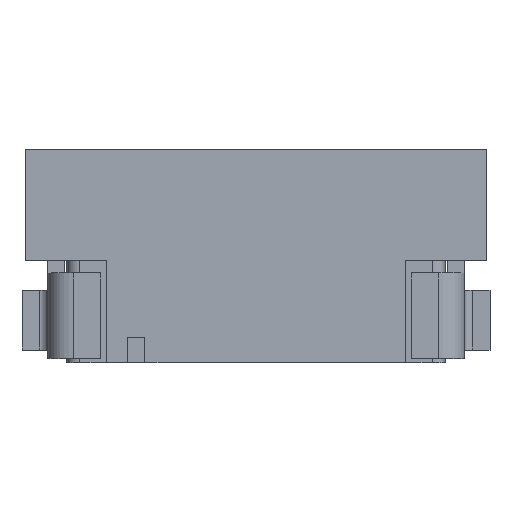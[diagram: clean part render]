
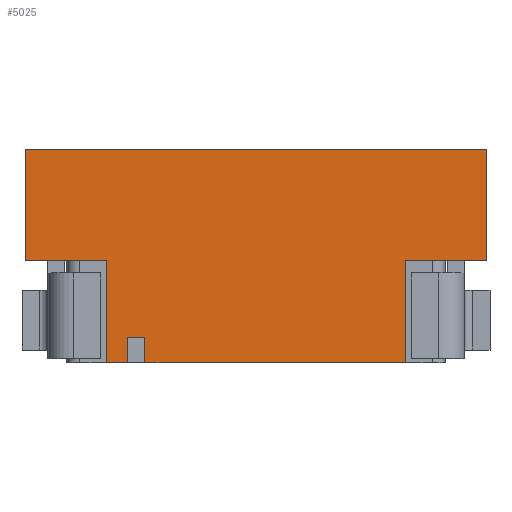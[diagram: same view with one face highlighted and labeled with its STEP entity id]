
A CAD part, top view. The second image highlights one B-rep face of the part: STEP entity #5025.
In plain terms, the highlighted planar face has unit normal (0, 0, 1).
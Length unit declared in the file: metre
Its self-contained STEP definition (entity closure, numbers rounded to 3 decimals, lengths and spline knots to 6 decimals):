
#1212=ORIENTED_EDGE('',*,*,#2017,.F.);
#1213=ORIENTED_EDGE('',*,*,#2012,.F.);
#1214=ORIENTED_EDGE('',*,*,#2015,.F.);
#1215=ORIENTED_EDGE('',*,*,#2117,.T.);
#1216=ORIENTED_EDGE('',*,*,#2019,.F.);
#1217=ORIENTED_EDGE('',*,*,#2118,.T.);
#1218=ORIENTED_EDGE('',*,*,#2119,.T.);
#1219=ORIENTED_EDGE('',*,*,#2120,.T.);
#1220=ORIENTED_EDGE('',*,*,#2121,.T.);
#1221=ORIENTED_EDGE('',*,*,#2122,.T.);
#1222=ORIENTED_EDGE('',*,*,#2035,.T.);
#1223=ORIENTED_EDGE('',*,*,#2123,.T.);
#2012=EDGE_CURVE('',#2544,#2545,#3114,.T.);
#2015=EDGE_CURVE('',#2546,#2544,#3117,.T.);
#2017=EDGE_CURVE('',#2545,#2547,#3119,.T.);
#2019=EDGE_CURVE('',#2548,#2549,#3121,.T.);
#2035=EDGE_CURVE('',#2563,#2562,#3133,.T.);
#2117=EDGE_CURVE('',#2546,#2549,#3215,.T.);
#2118=EDGE_CURVE('',#2548,#2612,#3216,.T.);
#2119=EDGE_CURVE('',#2612,#2613,#3217,.T.);
#2120=EDGE_CURVE('',#2613,#2614,#3218,.T.);
#2121=EDGE_CURVE('',#2614,#2615,#3219,.T.);
#2122=EDGE_CURVE('',#2615,#2563,#3220,.T.);
#2123=EDGE_CURVE('',#2562,#2547,#3221,.T.);
#2544=VERTEX_POINT('',#9082);
#2545=VERTEX_POINT('',#9083);
#2546=VERTEX_POINT('',#9088);
#2547=VERTEX_POINT('',#9092);
#2548=VERTEX_POINT('',#9096);
#2549=VERTEX_POINT('',#9097);
#2562=VERTEX_POINT('',#9129);
#2563=VERTEX_POINT('',#9131);
#2612=VERTEX_POINT('',#9288);
#2613=VERTEX_POINT('',#9290);
#2614=VERTEX_POINT('',#9292);
#2615=VERTEX_POINT('',#9294);
#3114=LINE('',#9081,#3752);
#3117=LINE('',#9087,#3755);
#3119=LINE('',#9091,#3757);
#3121=LINE('',#9095,#3759);
#3133=LINE('',#9130,#3771);
#3215=LINE('',#9286,#3853);
#3216=LINE('',#9287,#3854);
#3217=LINE('',#9289,#3855);
#3218=LINE('',#9291,#3856);
#3219=LINE('',#9293,#3857);
#3220=LINE('',#9295,#3858);
#3221=LINE('',#9296,#3859);
#3752=VECTOR('',#7710,1.);
#3755=VECTOR('',#7715,1.);
#3757=VECTOR('',#7719,1.);
#3759=VECTOR('',#7723,1.);
#3771=VECTOR('',#7751,1.);
#3853=VECTOR('',#7883,1.);
#3854=VECTOR('',#7884,1.);
#3855=VECTOR('',#7885,1.);
#3856=VECTOR('',#7886,1.);
#3857=VECTOR('',#7887,1.);
#3858=VECTOR('',#7888,1.);
#3859=VECTOR('',#7889,1.);
#4105=EDGE_LOOP('',(#1212,#1213,#1214,#1215,#1216,#1217,#1218,#1219,#1220,
#1221,#1222,#1223));
#4343=FACE_BOUND('',#4105,.T.);
#4558=PLANE('',#6736);
#5025=ADVANCED_FACE('',(#4343),#4558,.T.);
#6736=AXIS2_PLACEMENT_3D('',#9285,#7881,#7882);
#7710=DIRECTION('',(-1.,0.,0.));
#7715=DIRECTION('',(0.,1.,0.));
#7719=DIRECTION('',(0.,-1.,0.));
#7723=DIRECTION('',(0.,-1.,0.));
#7751=DIRECTION('',(0.,-1.,0.));
#7881=DIRECTION('',(0.,0.,1.));
#7882=DIRECTION('',(1.,0.,0.));
#7883=DIRECTION('',(1.,0.,0.));
#7884=DIRECTION('',(1.,0.,0.));
#7885=DIRECTION('',(0.,1.,0.));
#7886=DIRECTION('',(-1.,0.,0.));
#7887=DIRECTION('',(0.,-1.,0.));
#7888=DIRECTION('',(1.,0.,0.));
#7889=DIRECTION('',(1.,0.,0.));
#9081=CARTESIAN_POINT('',(-0.0013,0.0019,0.00155));
#9082=CARTESIAN_POINT('',(-0.0013,0.0019,0.00155));
#9083=CARTESIAN_POINT('',(-0.0015,0.0019,0.00155));
#9087=CARTESIAN_POINT('',(-0.0013,0.00203,0.00155));
#9088=CARTESIAN_POINT('',(-0.0013,0.0016,0.00155));
#9091=CARTESIAN_POINT('',(-0.0015,0.,0.00155));
#9092=CARTESIAN_POINT('',(-0.0015,0.0016,0.00155));
#9095=CARTESIAN_POINT('',(0.00175,0.00315,0.00155));
#9096=CARTESIAN_POINT('',(0.00175,0.0028,0.00155));
#9097=CARTESIAN_POINT('',(0.00175,0.0016,0.00155));
#9129=CARTESIAN_POINT('',(-0.00175,0.0016,0.00155));
#9130=CARTESIAN_POINT('',(-0.00175,0.,0.00155));
#9131=CARTESIAN_POINT('',(-0.00175,0.0028,0.00155));
#9285=CARTESIAN_POINT('',(0.,0.,0.00155));
#9286=CARTESIAN_POINT('',(-0.002215,0.0016,0.00155));
#9287=CARTESIAN_POINT('',(0.,0.0028,0.00155));
#9288=CARTESIAN_POINT('',(0.0027,0.0028,0.00155));
#9289=CARTESIAN_POINT('',(0.0027,0.0028,0.00155));
#9290=CARTESIAN_POINT('',(0.0027,0.0041,0.00155));
#9291=CARTESIAN_POINT('',(0.0027,0.0041,0.00155));
#9292=CARTESIAN_POINT('',(-0.0027,0.0041,0.00155));
#9293=CARTESIAN_POINT('',(-0.0027,0.0041,0.00155));
#9294=CARTESIAN_POINT('',(-0.0027,0.0028,0.00155));
#9295=CARTESIAN_POINT('',(-0.0027,0.0028,0.00155));
#9296=CARTESIAN_POINT('',(-0.002215,0.0016,0.00155));
